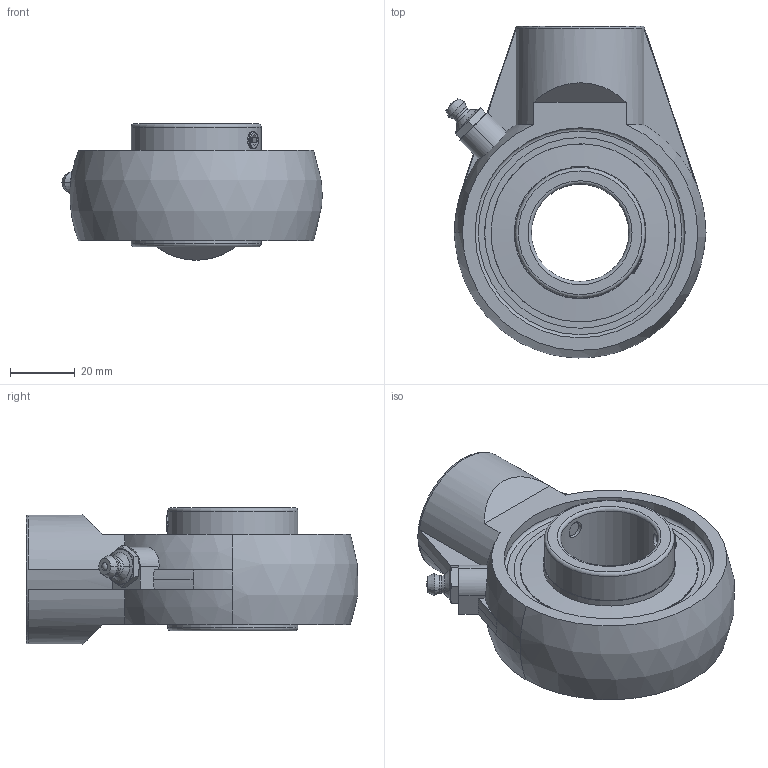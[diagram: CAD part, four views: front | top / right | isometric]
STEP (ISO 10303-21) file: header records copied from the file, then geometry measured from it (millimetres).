
FILE_DESCRIPTION(('HOOPS Exchange Step'),'2;1');
FILE_NAME('export-0829FD6A-2FE0-42E6-83E9-74F25DC8F93A.stp','2019-12-13T13:33:56-08:00',('ibuslach'),('Alibre'),'HOOPS Exchange 2019.2','Alibre','Unknown authorisation');
FILE_SCHEMA( ('AP242_MANAGED_MODEL_BASED_3D_ENGINEERING_MIM_LF {1 0 10303 442 1 1 4 }') );
Length unit declared in the file: centimetre
Products named in the file (7): MRN SHA 206 (NO LETTERING); ZERK 6mm; SUC 206-19 RACES; SUC 206 SHIELD; SUC 206 SS; MRN SUC 206-19; MRN SUCHA 206-19
Assembly tree (8 placements, depth 3):
  MRN SUCHA 206-19
    MRN SHA 206 (NO LETTERING)
    ZERK 6mm
    MRN SUC 206-19
      SUC 206-19 RACES
      SUC 206 SHIELD  x2
      SUC 206 SS  x2
Bounding box: 80.5 x 102.7 x 42.2 mm (x, y, z)
Volume: 104199.9 mm3; surface area: 45158.2 mm2
Topology: 8 solids, 8 shells, 180 faces, 471 edges, 305 vertices
Faces by surface type: plane 61, cylinder 50, cone 33, sphere 14, torus 14, bspline 8
Full cylindrical faces by diameter (mm): 2.005 x2, 5.359 x12, 6 x2, 19.05 x1, 30.162 x1, 40.259 x1, 40.284 x2, 40.792 x2, 55.093 x1, 55.118 x2, 65.017 x2
Entity records: 10946 total; most frequent: CARTESIAN_POINT 6979, DIRECTION 838, ORIENTED_EDGE 792, EDGE_CURVE 396, AXIS2_PLACEMENT_3D 362, VERTEX_POINT 259, CIRCLE 184, EDGE_LOOP 177
